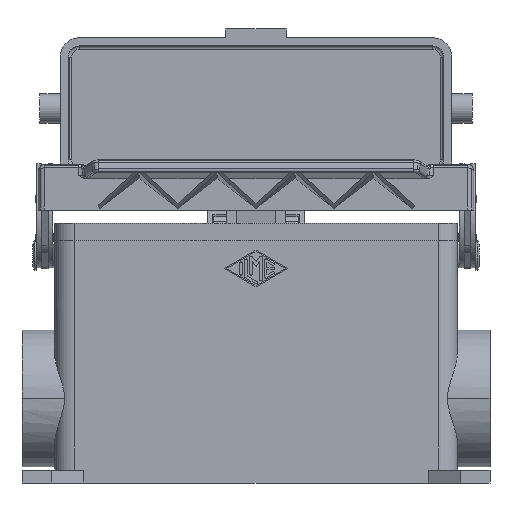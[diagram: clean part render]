
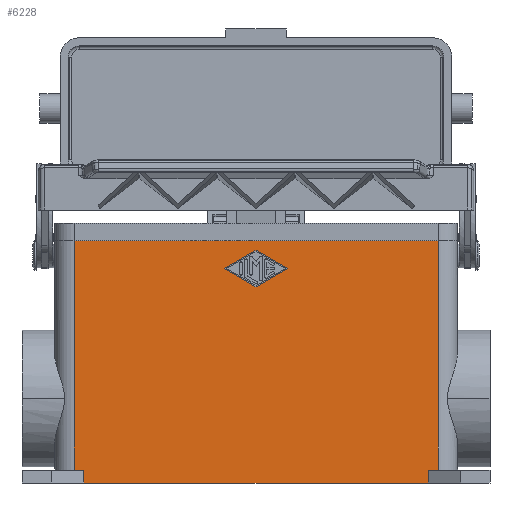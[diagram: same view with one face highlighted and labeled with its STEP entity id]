
A CAD part, front view. The second image highlights one B-rep face of the part: STEP entity #6228.
In plain terms, the highlighted planar face has unit normal (0, -1, 0).
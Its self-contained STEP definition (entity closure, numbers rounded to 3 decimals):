
#5386=CARTESIAN_POINT('',(-9.75,-21.75,15.));
#5387=VERTEX_POINT('',#5386);
#5394=CARTESIAN_POINT('',(0.,-21.75,9.375));
#5395=VERTEX_POINT('',#5394);
#5396=CARTESIAN_POINT('',(0.,-21.75,9.375));
#5397=DIRECTION('',(-0.866,0.0,0.5));
#5398=VECTOR('',#5397,11.256);
#5399=LINE('',#5396,#5398);
#5400=EDGE_CURVE('',#5395,#5387,#5399,.T.);
#5425=CARTESIAN_POINT('',(9.75,-21.75,15.));
#5426=VERTEX_POINT('',#5425);
#5427=CARTESIAN_POINT('',(9.75,-21.75,15.));
#5428=DIRECTION('',(-0.866,0.0,-0.5));
#5429=VECTOR('',#5428,11.256);
#5430=LINE('',#5427,#5429);
#5431=EDGE_CURVE('',#5426,#5395,#5430,.T.);
#5456=CARTESIAN_POINT('',(0.,-21.75,20.625));
#5457=VERTEX_POINT('',#5456);
#5458=CARTESIAN_POINT('',(0.,-21.75,20.625));
#5459=DIRECTION('',(0.866,0.0,-0.5));
#5460=VECTOR('',#5459,11.256);
#5461=LINE('',#5458,#5460);
#5462=EDGE_CURVE('',#5457,#5426,#5461,.T.);
#5485=CARTESIAN_POINT('',(-9.75,-21.75,15.));
#5486=DIRECTION('',(0.866,0.0,0.5));
#5487=VECTOR('',#5486,11.256);
#5488=LINE('',#5485,#5487);
#5489=EDGE_CURVE('',#5387,#5457,#5488,.T.);
#6151=CARTESIAN_POINT('',(53.0,-21.75,-51.0));
#6152=DIRECTION('',(0.0,-1.0,0.0));
#6153=DIRECTION('',(0.0,0.0,-1.0));
#6154=AXIS2_PLACEMENT_3D('',#6151,#6152,#6153);
#6155=PLANE('',#6154);
#6156=CARTESIAN_POINT('',(-53.0,-21.75,-51.0));
#6157=VERTEX_POINT('',#6156);
#6158=CARTESIAN_POINT('',(-53.0,-21.75,-47.));
#6159=VERTEX_POINT('',#6158);
#6160=CARTESIAN_POINT('',(-53.0,-21.75,-51.0));
#6161=DIRECTION('',(0.0,0.0,1.0));
#6162=VECTOR('',#6161,4.);
#6163=LINE('',#6160,#6162);
#6164=EDGE_CURVE('',#6157,#6159,#6163,.T.);
#6165=ORIENTED_EDGE('',*,*,#6164,.F.);
#6166=CARTESIAN_POINT('',(53.0,-21.75,-51.0));
#6167=VERTEX_POINT('',#6166);
#6168=CARTESIAN_POINT('',(53.0,-21.75,-51.0));
#6169=DIRECTION('',(-1.0,0.0,0.0));
#6170=VECTOR('',#6169,106.0);
#6171=LINE('',#6168,#6170);
#6172=EDGE_CURVE('',#6167,#6157,#6171,.T.);
#6173=ORIENTED_EDGE('',*,*,#6172,.F.);
#6174=CARTESIAN_POINT('',(53.0,-21.75,-47.));
#6175=VERTEX_POINT('',#6174);
#6176=CARTESIAN_POINT('',(53.0,-21.75,-51.0));
#6177=DIRECTION('',(0.0,0.0,1.0));
#6178=VECTOR('',#6177,4.);
#6179=LINE('',#6176,#6178);
#6180=EDGE_CURVE('',#6167,#6175,#6179,.T.);
#6181=ORIENTED_EDGE('',*,*,#6180,.T.);
#6182=CARTESIAN_POINT('',(56.0,-21.75,-47.));
#6183=VERTEX_POINT('',#6182);
#6184=CARTESIAN_POINT('',(56.0,-21.75,-47.));
#6185=DIRECTION('',(-1.0,0.0,0.0));
#6186=VECTOR('',#6185,3.0);
#6187=LINE('',#6184,#6186);
#6188=EDGE_CURVE('',#6183,#6175,#6187,.T.);
#6189=ORIENTED_EDGE('',*,*,#6188,.F.);
#6190=CARTESIAN_POINT('',(56.0,-21.75,23.5));
#6191=VERTEX_POINT('',#6190);
#6192=CARTESIAN_POINT('',(56.0,-21.75,-47.));
#6193=DIRECTION('',(0.0,0.0,1.0));
#6194=VECTOR('',#6193,70.5);
#6195=LINE('',#6192,#6194);
#6196=EDGE_CURVE('',#6183,#6191,#6195,.T.);
#6197=ORIENTED_EDGE('',*,*,#6196,.T.);
#6198=CARTESIAN_POINT('',(-56.0,-21.75,23.5));
#6199=VERTEX_POINT('',#6198);
#6200=CARTESIAN_POINT('',(56.0,-21.75,23.5));
#6201=DIRECTION('',(-1.0,0.0,0.0));
#6202=VECTOR('',#6201,112.0);
#6203=LINE('',#6200,#6202);
#6204=EDGE_CURVE('',#6191,#6199,#6203,.T.);
#6205=ORIENTED_EDGE('',*,*,#6204,.T.);
#6206=CARTESIAN_POINT('',(-56.0,-21.75,-47.));
#6207=VERTEX_POINT('',#6206);
#6208=CARTESIAN_POINT('',(-56.0,-21.75,-47.));
#6209=DIRECTION('',(0.0,0.0,1.0));
#6210=VECTOR('',#6209,70.5);
#6211=LINE('',#6208,#6210);
#6212=EDGE_CURVE('',#6207,#6199,#6211,.T.);
#6213=ORIENTED_EDGE('',*,*,#6212,.F.);
#6214=CARTESIAN_POINT('',(-53.0,-21.75,-47.));
#6215=DIRECTION('',(-1.0,0.0,0.0));
#6216=VECTOR('',#6215,3.0);
#6217=LINE('',#6214,#6216);
#6218=EDGE_CURVE('',#6159,#6207,#6217,.T.);
#6219=ORIENTED_EDGE('',*,*,#6218,.F.);
#6220=EDGE_LOOP('',(#6165,#6173,#6181,#6189,#6197,#6205,#6213,#6219));
#6221=FACE_OUTER_BOUND('',#6220,.T.);
#6222=ORIENTED_EDGE('',*,*,#5400,.T.);
#6223=ORIENTED_EDGE('',*,*,#5489,.T.);
#6224=ORIENTED_EDGE('',*,*,#5462,.T.);
#6225=ORIENTED_EDGE('',*,*,#5431,.T.);
#6226=EDGE_LOOP('',(#6222,#6223,#6224,#6225));
#6227=FACE_BOUND('',#6226,.T.);
#6228=ADVANCED_FACE('',(#6221,#6227),#6155,.T.);
